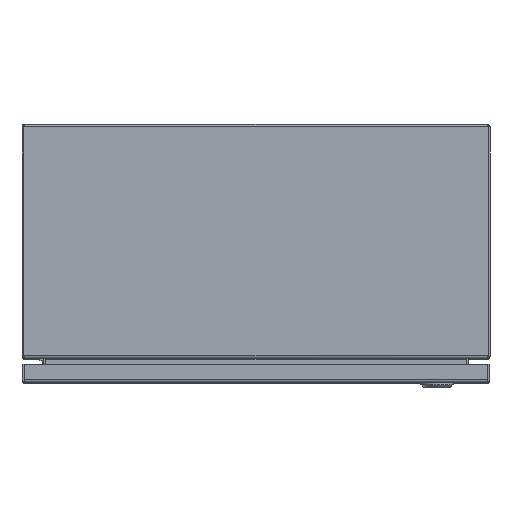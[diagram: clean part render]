
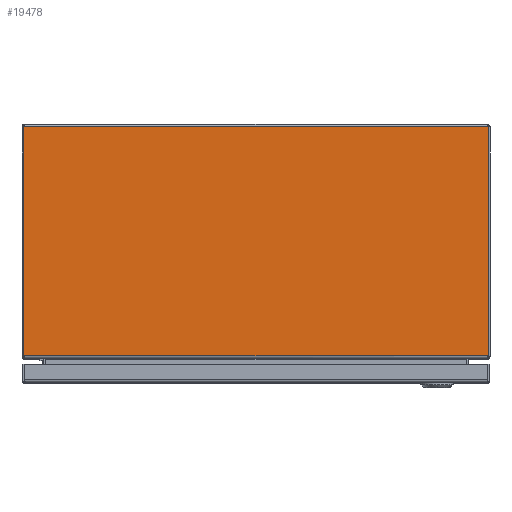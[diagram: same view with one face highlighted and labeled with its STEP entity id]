
A CAD part, top view. The second image highlights one B-rep face of the part: STEP entity #19478.
In plain terms, the highlighted planar face has unit normal (0, 0, 1).
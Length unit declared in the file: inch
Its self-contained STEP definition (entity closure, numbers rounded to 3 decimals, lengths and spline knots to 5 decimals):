
#112 = VECTOR ( 'NONE', #29037, 39.37008 ) ;
#556 = LINE ( 'NONE', #23083, #24309 ) ;
#786 = LINE ( 'NONE', #23301, #112 ) ;
#972 = EDGE_CURVE ( 'NONE', #6032, #32910, #786, .T. ) ;
#1336 = EDGE_CURVE ( 'NONE', #34595, #29682, #556, .T. ) ;
#1632 = AXIS2_PLACEMENT_3D ( 'NONE', #23578, #15260, #34861 ) ;
#1822 = CARTESIAN_POINT ( 'NONE',  ( 7.94289, -0.057, 10. ) ) ;
#4342 = VECTOR ( 'NONE', #36476, 39.37008 ) ;
#4440 = ORIENTED_EDGE ( 'NONE', *, *, #13912, .F. ) ;
#4571 = CIRCLE ( 'NONE', #1632, 0.188 ) ;
#4945 = EDGE_CURVE ( 'NONE', #32910, #34595, #22320, .T. ) ;
#6032 = VERTEX_POINT ( 'NONE', #12874 ) ;
#8481 = EDGE_CURVE ( 'NONE', #29682, #28613, #16699, .T. ) ;
#8579 = CARTESIAN_POINT ( 'NONE',  ( -7.93982, -7.914, 10. ) ) ;
#8955 = ORIENTED_EDGE ( 'NONE', *, *, #19793, .F. ) ;
#9375 = AXIS2_PLACEMENT_3D ( 'NONE', #34950, #34765, #31996 ) ;
#10026 = CARTESIAN_POINT ( 'NONE',  ( 55.4415, -0.057, 10. ) ) ;
#12573 = DIRECTION ( 'NONE',  ( 0., -1., 0. ) ) ;
#12610 = DIRECTION ( 'NONE',  ( 0., 1., 0. ) ) ;
#12874 = CARTESIAN_POINT ( 'NONE',  ( 7.93982, -7.914, 10. ) ) ;
#13214 = ORIENTED_EDGE ( 'NONE', *, *, #4945, .F. ) ;
#13445 = VERTEX_POINT ( 'NONE', #14952 ) ;
#13912 = EDGE_CURVE ( 'NONE', #13445, #6032, #4571, .T. ) ;
#14357 = EDGE_LOOP ( 'NONE', ( #13214, #24958, #4440, #8955, #23770, #23323 ) ) ;
#14952 = CARTESIAN_POINT ( 'NONE',  ( 7.94289, -7.88018, 10. ) ) ;
#15260 = DIRECTION ( 'NONE',  ( 0., 0., -1. ) ) ;
#16611 = AXIS2_PLACEMENT_3D ( 'NONE', #10026, #27177, #12610 ) ;
#16699 = LINE ( 'NONE', #35925, #4342 ) ;
#19478 = ADVANCED_FACE ( 'NONE', ( #26636 ), #32726, .F. ) ;
#19793 = EDGE_CURVE ( 'NONE', #28613, #13445, #23993, .T. ) ;
#21508 = CARTESIAN_POINT ( 'NONE',  ( -7.94289, -7.88018, 10. ) ) ;
#22320 = CIRCLE ( 'NONE', #9375, 0.188 ) ;
#23083 = CARTESIAN_POINT ( 'NONE',  ( -7.94289, -0.057, 10. ) ) ;
#23301 = CARTESIAN_POINT ( 'NONE',  ( 55.4415, -7.914, 10. ) ) ;
#23323 = ORIENTED_EDGE ( 'NONE', *, *, #1336, .F. ) ;
#23578 = CARTESIAN_POINT ( 'NONE',  ( 7.75489, -7.88018, 10. ) ) ;
#23770 = ORIENTED_EDGE ( 'NONE', *, *, #8481, .F. ) ;
#23993 = LINE ( 'NONE', #1822, #27161 ) ;
#24309 = VECTOR ( 'NONE', #31964, 39.37008 ) ;
#24958 = ORIENTED_EDGE ( 'NONE', *, *, #972, .F. ) ;
#25858 = CARTESIAN_POINT ( 'NONE',  ( -7.94289, -0.086, 10. ) ) ;
#26636 = FACE_OUTER_BOUND ( 'NONE', #14357, .T. ) ;
#27161 = VECTOR ( 'NONE', #12573, 39.37008 ) ;
#27177 = DIRECTION ( 'NONE',  ( 0., 0., -1. ) ) ;
#28613 = VERTEX_POINT ( 'NONE', #35125 ) ;
#29037 = DIRECTION ( 'NONE',  ( -1., 0., 0. ) ) ;
#29682 = VERTEX_POINT ( 'NONE', #25858 ) ;
#31964 = DIRECTION ( 'NONE',  ( 0., 1., 0. ) ) ;
#31996 = DIRECTION ( 'NONE',  ( 0., 1., 0. ) ) ;
#32726 = PLANE ( 'NONE',  #16611 ) ;
#32910 = VERTEX_POINT ( 'NONE', #8579 ) ;
#34595 = VERTEX_POINT ( 'NONE', #21508 ) ;
#34765 = DIRECTION ( 'NONE',  ( 0., 0., -1. ) ) ;
#34861 = DIRECTION ( 'NONE',  ( 0., 1., 0. ) ) ;
#34950 = CARTESIAN_POINT ( 'NONE',  ( -7.75489, -7.88018, 10. ) ) ;
#35125 = CARTESIAN_POINT ( 'NONE',  ( 7.94289, -0.086, 10. ) ) ;
#35925 = CARTESIAN_POINT ( 'NONE',  ( -7.914, -0.086, 10. ) ) ;
#36476 = DIRECTION ( 'NONE',  ( 1., 0., 0. ) ) ;
